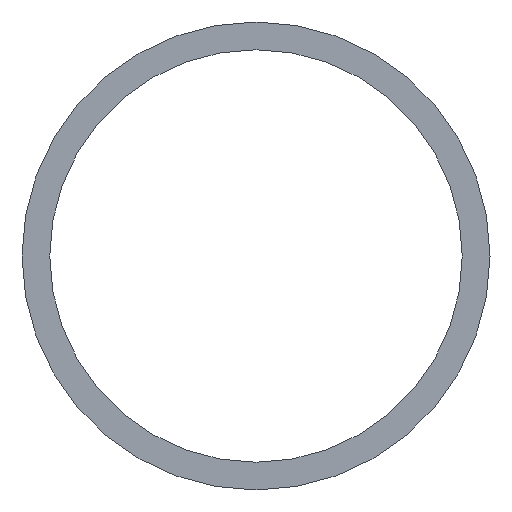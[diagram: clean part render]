
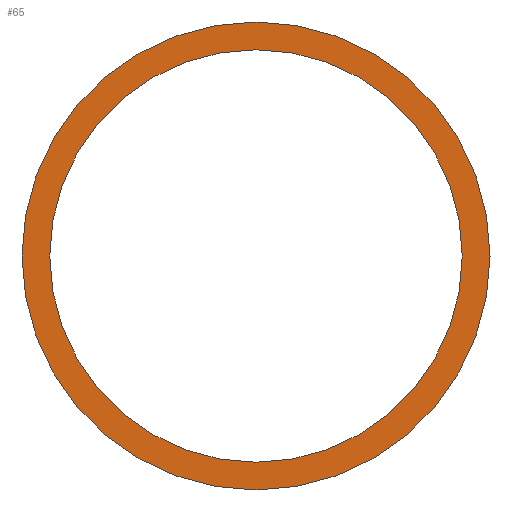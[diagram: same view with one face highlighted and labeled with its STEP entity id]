
A CAD part, left-side view. The second image highlights one B-rep face of the part: STEP entity #65.
In plain terms, the highlighted planar face has unit normal (-1, 0, 0).
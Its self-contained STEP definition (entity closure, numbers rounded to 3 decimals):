
#53 = VERTEX_POINT( '', #123 );
#59 = VERTEX_POINT( '', #130 );
#63 = EDGE_CURVE( '', #59, #53, #134, .T. );
#65 = ADVANCED_FACE( '', ( #136, #137 ), #138, .F. );
#69 = VERTEX_POINT( '', #142 );
#73 = VERTEX_POINT( '', #147 );
#77 = EDGE_CURVE( '', #69, #73, #153, .T. );
#83 = EDGE_CURVE( '', #53, #59, #159, .T. );
#101 = EDGE_CURVE( '', #73, #69, #178, .T. );
#123 = CARTESIAN_POINT( '', ( 0., 0., 280. ) );
#130 = CARTESIAN_POINT( '', ( 0., 0., -280. ) );
#134 = CIRCLE( '', #205, 280. );
#136 = FACE_OUTER_BOUND( '', #207, .T. );
#137 = FACE_BOUND( '', #208, .T. );
#138 = PLANE( '', #209 );
#142 = CARTESIAN_POINT( '', ( 0., 0., 246.8 ) );
#147 = CARTESIAN_POINT( '', ( 0., 0., -246.8 ) );
#153 = CIRCLE( '', #226, 246.8 );
#159 = CIRCLE( '', #234, 280. );
#178 = CIRCLE( '', #261, 246.8 );
#205 = AXIS2_PLACEMENT_3D( '', #275, #276, #277 );
#207 = EDGE_LOOP( '', ( #279, #280 ) );
#208 = EDGE_LOOP( '', ( #281, #282 ) );
#209 = AXIS2_PLACEMENT_3D( '', #283, #284, #285 );
#226 = AXIS2_PLACEMENT_3D( '', #305, #306, #307 );
#234 = AXIS2_PLACEMENT_3D( '', #310, #311, #312 );
#261 = AXIS2_PLACEMENT_3D( '', #332, #333, #334 );
#275 = CARTESIAN_POINT( '', ( 0., 0., 0. ) );
#276 = DIRECTION( '', ( 1., 0., 0. ) );
#277 = DIRECTION( '', ( 0., 0., -1. ) );
#279 = ORIENTED_EDGE( '', *, *, #63, .F. );
#280 = ORIENTED_EDGE( '', *, *, #83, .F. );
#281 = ORIENTED_EDGE( '', *, *, #101, .T. );
#282 = ORIENTED_EDGE( '', *, *, #77, .T. );
#283 = CARTESIAN_POINT( '', ( 0., 0., 0. ) );
#284 = DIRECTION( '', ( 1., 0., 0. ) );
#285 = DIRECTION( '', ( 0., 0., -1. ) );
#305 = CARTESIAN_POINT( '', ( 0., 0., 0. ) );
#306 = DIRECTION( '', ( 1., 0., 0. ) );
#307 = DIRECTION( '', ( 0., 0., -1. ) );
#310 = CARTESIAN_POINT( '', ( 0., 0., 0. ) );
#311 = DIRECTION( '', ( 1., 0., 0. ) );
#312 = DIRECTION( '', ( 0., 0., -1. ) );
#332 = CARTESIAN_POINT( '', ( 0., 0., 0. ) );
#333 = DIRECTION( '', ( 1., 0., 0. ) );
#334 = DIRECTION( '', ( 0., 0., -1. ) );
